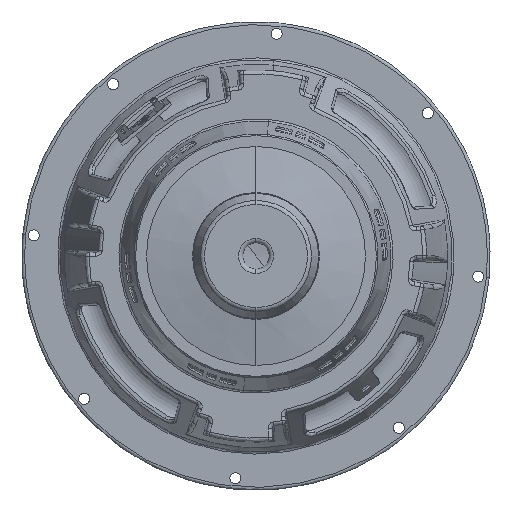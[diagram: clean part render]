
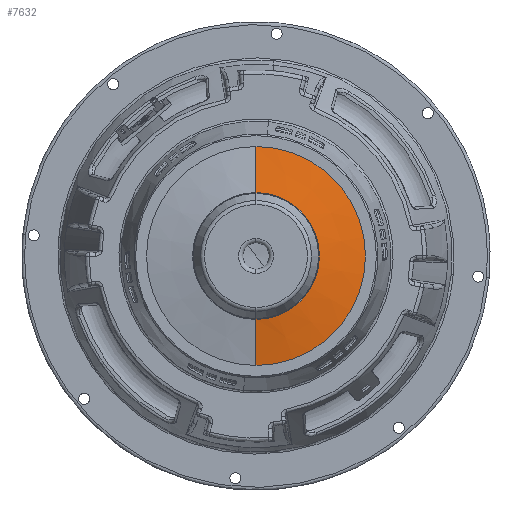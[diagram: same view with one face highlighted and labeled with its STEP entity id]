
A CAD part, front view. The second image highlights one B-rep face of the part: STEP entity #7632.
In plain terms, the highlighted conical face has half-angle 79.881 degrees and reference radius 28.707 mm.
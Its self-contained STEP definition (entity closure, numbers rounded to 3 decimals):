
#64 = EDGE_CURVE ( 'NONE', #34593, #32005, #7584, .T. ) ;
#964 = ORIENTED_EDGE ( 'NONE', *, *, #64, .F. ) ;
#1371 = CARTESIAN_POINT ( 'NONE',  ( 40.6, 45.248, 122.951 ) ) ;
#1474 = ORIENTED_EDGE ( 'NONE', *, *, #10336, .T. ) ;
#2045 = EDGE_CURVE ( 'NONE', #6474, #32005, #13270, .T. ) ;
#2214 = CARTESIAN_POINT ( 'NONE',  ( 40.6, 41.494, 72.951 ) ) ;
#5304 = FACE_OUTER_BOUND ( 'NONE', #10400, .T. ) ;
#6087 = CARTESIAN_POINT ( 'NONE',  ( 40.6, 45.248, 72.951 ) ) ;
#6474 = VERTEX_POINT ( 'NONE', #7220 ) ;
#7182 = VECTOR ( 'NONE', #35263, 1000. ) ;
#7220 = CARTESIAN_POINT ( 'NONE',  ( 40.6, 45.248, 22.951 ) ) ;
#7360 = CARTESIAN_POINT ( 'NONE',  ( 40.6, 41.494, 43.99 ) ) ;
#7584 = LINE ( 'NONE', #32546, #31577 ) ;
#7632 = ADVANCED_FACE ( 'NONE', ( #5304 ), #16006, .T. ) ;
#8126 = DIRECTION ( 'NONE',  ( 0., 0.176, 0.984 ) ) ;
#9515 = ORIENTED_EDGE ( 'NONE', *, *, #2045, .T. ) ;
#10336 = EDGE_CURVE ( 'NONE', #34593, #33055, #35923, .T. ) ;
#10400 = EDGE_LOOP ( 'NONE', ( #1474, #21467, #9515, #964 ) ) ;
#13270 = CIRCLE ( 'NONE', #33689, 50. ) ;
#13364 = CARTESIAN_POINT ( 'NONE',  ( 40.6, 41.494, 101.911 ) ) ;
#14023 = DIRECTION ( 'NONE',  ( 0., 0., -1. ) ) ;
#16006 = CONICAL_SURFACE ( 'NONE', #32922, 28.708, 1.394 ) ;
#16204 = DIRECTION ( 'NONE',  ( 0., 0., 1. ) ) ;
#16387 = DIRECTION ( 'NONE',  ( 0., 1., 0. ) ) ;
#17104 = DIRECTION ( 'NONE',  ( 0., 1., 0. ) ) ;
#17160 = DIRECTION ( 'NONE',  ( 0., -1., 0. ) ) ;
#21320 = AXIS2_PLACEMENT_3D ( 'NONE', #2214, #16387, #16204 ) ;
#21467 = ORIENTED_EDGE ( 'NONE', *, *, #27156, .T. ) ;
#22227 = DIRECTION ( 'NONE',  ( 0., 0., 1. ) ) ;
#24057 = CARTESIAN_POINT ( 'NONE',  ( 40.6, 41.448, 72.951 ) ) ;
#24111 = CARTESIAN_POINT ( 'NONE',  ( 40.6, 41.448, 44.243 ) ) ;
#25112 = LINE ( 'NONE', #24111, #7182 ) ;
#27156 = EDGE_CURVE ( 'NONE', #33055, #6474, #25112, .T. ) ;
#31577 = VECTOR ( 'NONE', #8126, 1000. ) ;
#32005 = VERTEX_POINT ( 'NONE', #1371 ) ;
#32546 = CARTESIAN_POINT ( 'NONE',  ( 40.6, 41.448, 101.658 ) ) ;
#32922 = AXIS2_PLACEMENT_3D ( 'NONE', #24057, #17104, #22227 ) ;
#33055 = VERTEX_POINT ( 'NONE', #7360 ) ;
#33689 = AXIS2_PLACEMENT_3D ( 'NONE', #6087, #17160, #14023 ) ;
#34593 = VERTEX_POINT ( 'NONE', #13364 ) ;
#35263 = DIRECTION ( 'NONE',  ( 0., 0.176, -0.984 ) ) ;
#35923 = CIRCLE ( 'NONE', #21320, 28.961 ) ;
